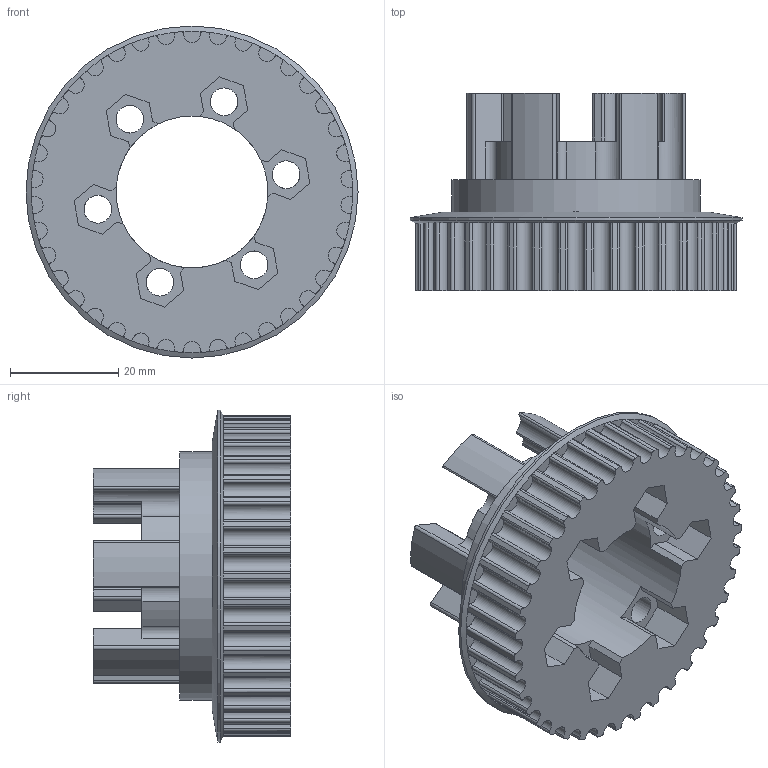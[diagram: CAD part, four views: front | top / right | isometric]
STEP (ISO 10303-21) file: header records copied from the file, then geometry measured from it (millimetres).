
FILE_DESCRIPTION(/* description */ (''),/* implementation_level */ '2;1');
FILE_NAME(/* name */ 'ABEC11flywheel+MBS_AT+AnyFlywheelClone_38T_12mm.step',/* time_stamp */ '2019-03-30T11:24:44+01:00',/* author */ ('pryside'),/* organization */ (''),/* preprocessor_version */ 'ST-DEVELOPER v17.2',/* originating_system */ 'Autodesk Translation Framework v7.6.0.251',/* authorisation */ '');
FILE_SCHEMA (('AUTOMOTIVE_DESIGN { 1 0 10303 214 3 1 1 }'));
Length unit declared in the file: millimetre
Products named in the file (1): 38T-HTD5-12MM_FLYWHEEL_CLONE_CNC_PULLEY
Bounding box: 61.39 x 36.5 x 61.39 mm (x, y, z)
Volume: 34840.5 mm3; surface area: 15851.1 mm2
Topology: 1 solids, 1 shells, 336 faces, 1120 edges, 781 vertices
Faces by surface type: cylinder 189, plane 145, cone 2
Full cylindrical faces by diameter (mm): 5.131 x6, 28.1 x1, 46 x1, 61.393 x1
Entity records: 12676 total; most frequent: CARTESIAN_POINT 2651, ORIENTED_EDGE 2240, DIRECTION 2147, EDGE_CURVE 1120, AXIS2_PLACEMENT_3D 853, VERTEX_POINT 781, CIRCLE 516, LINE 441
